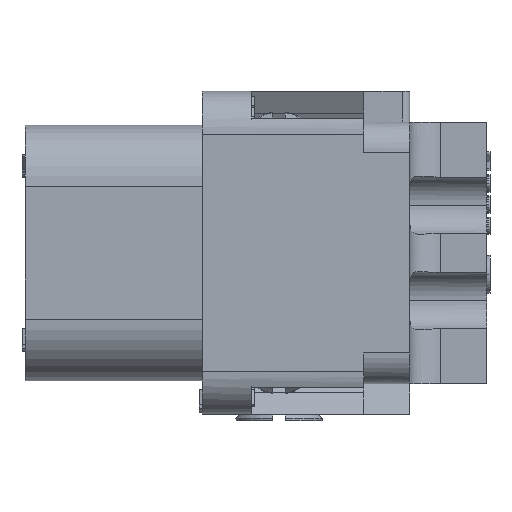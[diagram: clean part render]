
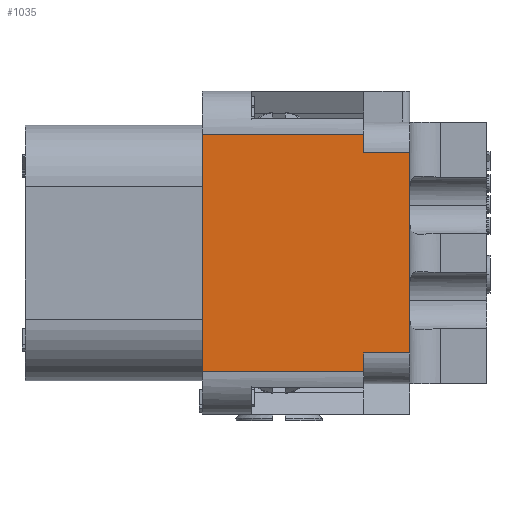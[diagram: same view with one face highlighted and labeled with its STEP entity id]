
A CAD part, left-side view. The second image highlights one B-rep face of the part: STEP entity #1035.
In plain terms, the highlighted planar face has unit normal (-1, 0, 0).
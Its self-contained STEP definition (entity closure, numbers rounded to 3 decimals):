
#1035=ADVANCED_FACE('95',(#3341),#2240,.T.);
#2240=PLANE('',#24544);
#3341=FACE_OUTER_BOUND('',#4583,.T.);
#4583=EDGE_LOOP('',(#6793,#6794,#6795,#6796,#6797,#6798,#6799,#6800));
#6793=ORIENTED_EDGE('',*,*,#15832,.F.);
#6794=ORIENTED_EDGE('',*,*,#15473,.T.);
#6795=ORIENTED_EDGE('',*,*,#15831,.T.);
#6796=ORIENTED_EDGE('',*,*,#15799,.F.);
#6797=ORIENTED_EDGE('',*,*,#15797,.F.);
#6798=ORIENTED_EDGE('',*,*,#15833,.T.);
#6799=ORIENTED_EDGE('',*,*,#15834,.F.);
#6800=ORIENTED_EDGE('',*,*,#15835,.F.);
#13122=VERTEX_POINT('',#33253);
#13123=VERTEX_POINT('',#33255);
#13409=VERTEX_POINT('',#33880);
#13410=VERTEX_POINT('',#33882);
#13411=VERTEX_POINT('',#33886);
#13429=VERTEX_POINT('',#33951);
#13430=VERTEX_POINT('',#33953);
#13431=VERTEX_POINT('',#33955);
#15473=EDGE_CURVE('3641',#13123,#13122,#18809,.T.);
#15797=EDGE_CURVE('4815',#13409,#13410,#19110,.T.);
#15799=EDGE_CURVE('4793',#13410,#13411,#19111,.T.);
#15831=EDGE_CURVE('1773',#13122,#13411,#19134,.T.);
#15832=EDGE_CURVE('1772',#13123,#13429,#19135,.T.);
#15833=EDGE_CURVE('',#13409,#13430,#19136,.T.);
#15834=EDGE_CURVE('4814',#13431,#13430,#19137,.T.);
#15835=EDGE_CURVE('4792',#13429,#13431,#19138,.T.);
#18809=LINE('',#33254,#21732);
#19110=LINE('',#33881,#22033);
#19111=LINE('',#33885,#22034);
#19134=LINE('',#33948,#22057);
#19135=LINE('',#33950,#22058);
#19136=LINE('',#33952,#22059);
#19137=LINE('',#33954,#22060);
#19138=LINE('',#33956,#22061);
#21732=VECTOR('',#26625,1.);
#22033=VECTOR('',#27004,1.);
#22034=VECTOR('',#27009,1.);
#22057=VECTOR('',#27076,1.);
#22058=VECTOR('',#27079,1.);
#22059=VECTOR('',#27080,1.);
#22060=VECTOR('',#27081,1.);
#22061=VECTOR('',#27082,1.);
#24544=AXIS2_PLACEMENT_3D('',#33957,#27083,#27084);
#26625=DIRECTION('',(0.,0.,-1.));
#27004=DIRECTION('',(0.,1.,0.));
#27009=DIRECTION('',(0.,0.,-1.));
#27076=DIRECTION('',(0.,-1.,0.));
#27079=DIRECTION('',(0.,-1.,0.));
#27080=DIRECTION('',(0.,0.,1.));
#27081=DIRECTION('',(0.,-1.,0.));
#27082=DIRECTION('',(0.,0.,-1.));
#27083=DIRECTION('',(-1.,0.,0.));
#27084=DIRECTION('',(0.,0.,1.));
#33253=CARTESIAN_POINT('',(-10.5,0.,-7.7));
#33254=CARTESIAN_POINT('',(-10.5,0.,7.7));
#33255=CARTESIAN_POINT('',(-10.5,0.,7.7));
#33880=CARTESIAN_POINT('',(-10.5,-13.5,-6.5));
#33881=CARTESIAN_POINT('',(-10.5,-12.7,-6.5));
#33882=CARTESIAN_POINT('',(-10.5,-10.5,-6.5));
#33885=CARTESIAN_POINT('',(-10.5,-10.5,-6.5));
#33886=CARTESIAN_POINT('',(-10.5,-10.5,-7.7));
#33948=CARTESIAN_POINT('',(-10.5,0.,-7.7));
#33950=CARTESIAN_POINT('',(-10.5,0.,7.7));
#33951=CARTESIAN_POINT('',(-10.5,-10.5,7.7));
#33952=CARTESIAN_POINT('',(-10.5,-13.5,7.7));
#33953=CARTESIAN_POINT('',(-10.5,-13.5,6.5));
#33954=CARTESIAN_POINT('',(-10.5,-10.5,6.5));
#33955=CARTESIAN_POINT('',(-10.5,-10.5,6.5));
#33956=CARTESIAN_POINT('',(-10.5,-10.5,7.7));
#33957=CARTESIAN_POINT('',(-10.5,0.,7.7));
